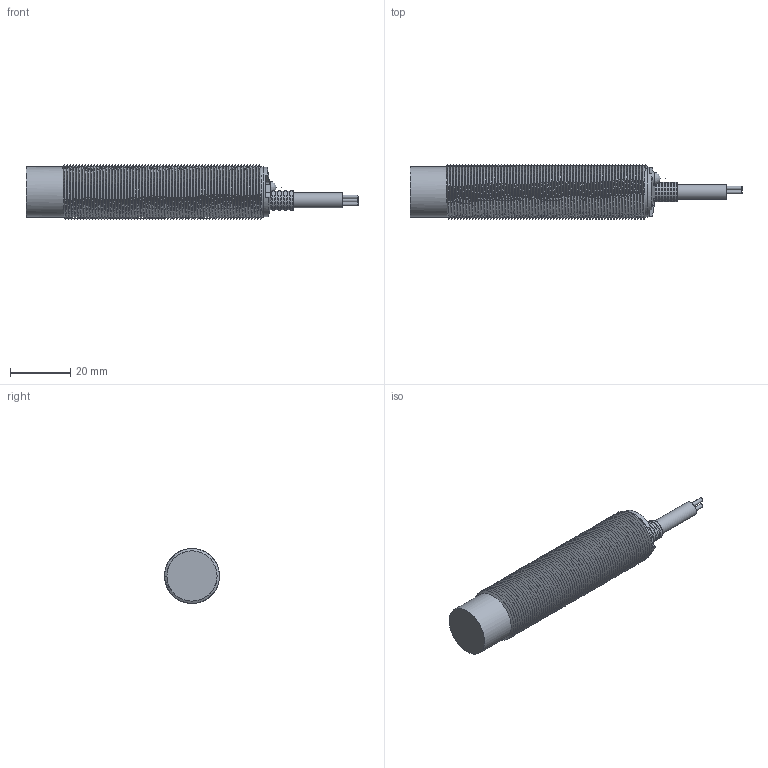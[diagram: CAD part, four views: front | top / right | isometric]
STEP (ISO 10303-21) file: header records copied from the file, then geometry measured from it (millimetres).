
FILE_DESCRIPTION( ('This file contains a STEP AP42 implementation' ,'as created by ZW3D STEP Interface translator.') ,'2;1' );
FILE_NAME( 'FCS2-1808X-X3LX.stp' ,'20 6 5.1921 4', (''), ('ZWCAD Software Co.'), 'Version 1.0', 'ZW3D to STEP translator', '' );
FILE_SCHEMA(('AUTOMOTIVE_DESIGN'));
Length unit declared in the file: millimetre
Products named in the file (2): 0; FCS2-1808X-X3LX
Bounding box: 110.61 x 18.26 x 18.26 mm (x, y, z)
Surface area: 8501.5 mm2 (no closed solid volume)
Topology: 0 solids, 2 shells, 121 faces, 316 edges, 203 vertices
Faces by surface type: bspline 121
Entity records: 7732 total; most frequent: CARTESIAN_POINT 5903, ORIENTED_EDGE 630, EDGE_CURVE 316, VERTEX_POINT 203, B_SPLINE_CURVE_WITH_KNOTS 128, EDGE_LOOP 127, FACE_OUTER_BOUND 121, ADVANCED_FACE 121
